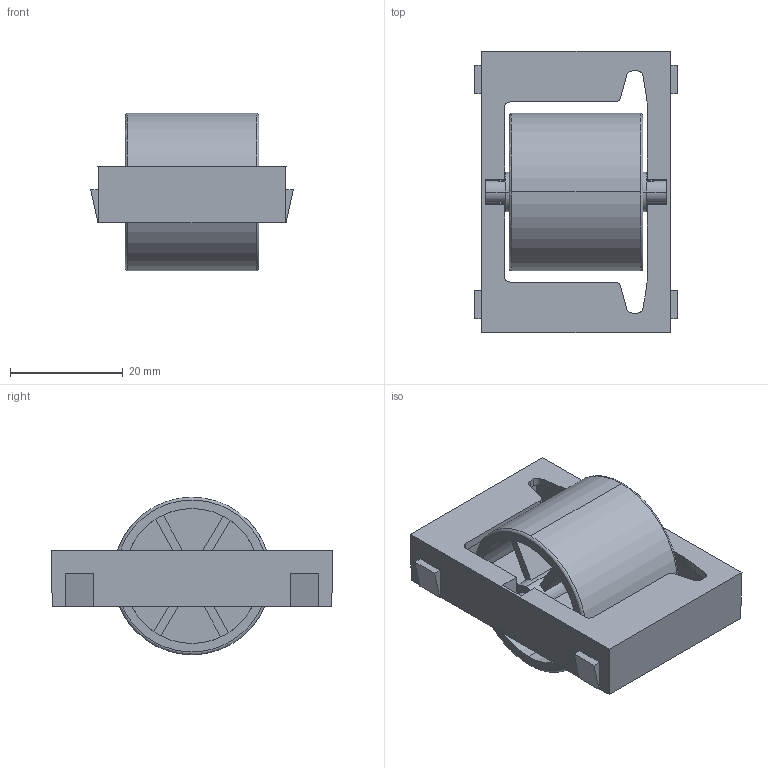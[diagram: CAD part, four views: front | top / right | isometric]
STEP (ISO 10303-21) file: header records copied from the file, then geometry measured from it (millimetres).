
FILE_DESCRIPTION (( 'STEP AP214' ), '1' );
FILE_NAME ('7750052', '2019-02-01T13:52:36', ( '' ), ('JUGARD+KÜNSTNER GmbH'), 'SwSTEP 2.0', 'SolidWorks 2017', '' );
FILE_SCHEMA (( 'AUTOMOTIVE_DESIGN' ));
Length unit declared in the file: millimetre
Products named in the file (1): 7750052_CNAJF00
Bounding box: 36 x 50 x 28 mm (x, y, z)
Volume: 12194.7 mm3; surface area: 12119 mm2
Topology: 1 solids, 1 shells, 150 faces, 432 edges, 287 vertices
Faces by surface type: plane 111, cylinder 35, bspline 4
Entity records: 6683 total; most frequent: CARTESIAN_POINT 942, ORIENTED_EDGE 864, DIRECTION 853, EDGE_CURVE 432, VECTOR 297, LINE 297, VERTEX_POINT 287, AXIS2_PLACEMENT_3D 278
